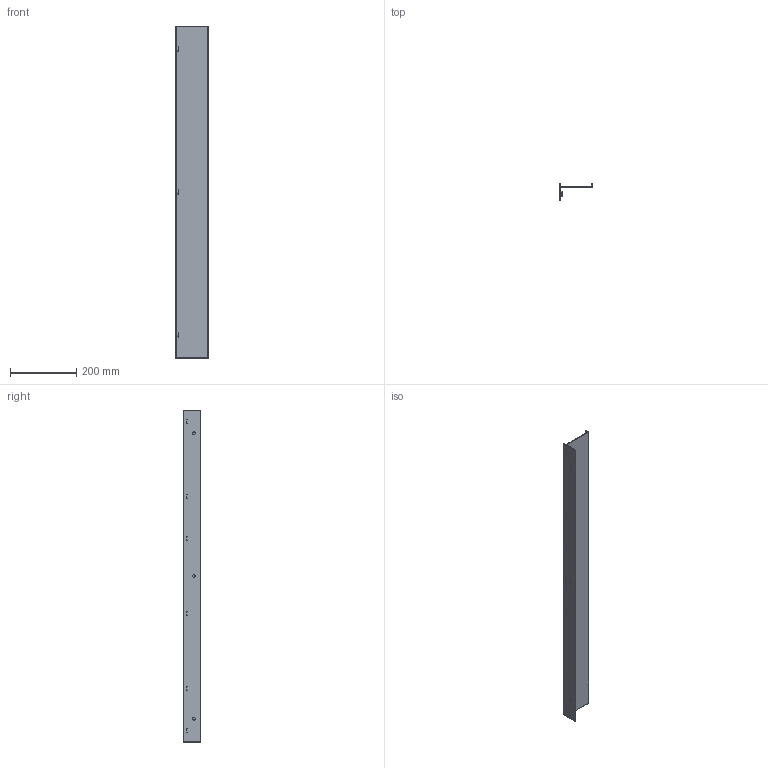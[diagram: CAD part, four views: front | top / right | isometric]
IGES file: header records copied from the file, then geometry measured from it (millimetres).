
Start section: C
Global section: file name: GTA100-00.igs; native system: By Siemens PLM Incorporated; preprocessor: XPlus GENERIC/IGES 27.1.215; author: Author; organization: Title; date: 20260316.122917; units: millimetre
Bounding box: 99 x 52 x 1000 mm (x, y, z)
Volume: 472009 mm3; surface area: 323263.4 mm2
Topology: 4 solids, 4 shells, 168 faces, 476 edges, 277 vertices
Faces by surface type: bspline 168
